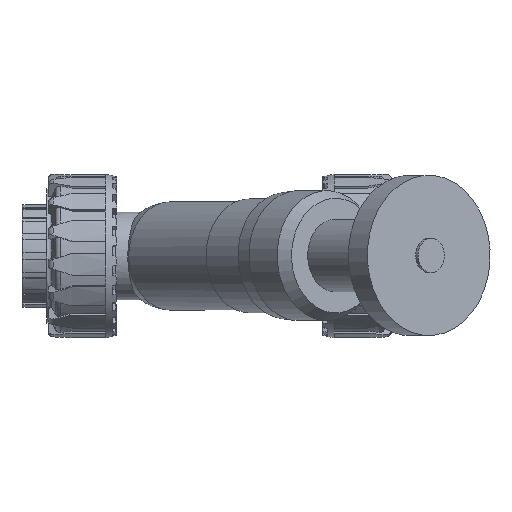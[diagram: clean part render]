
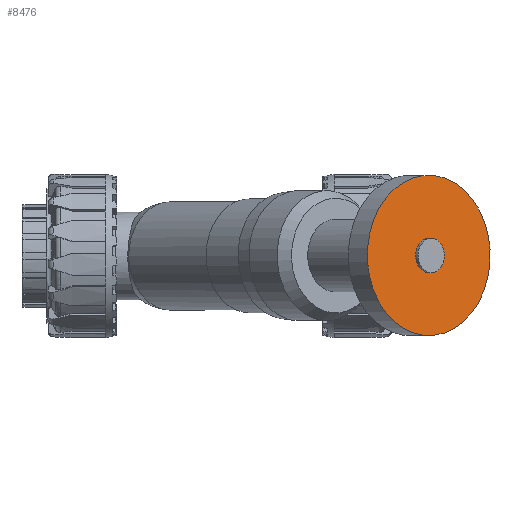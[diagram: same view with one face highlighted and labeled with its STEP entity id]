
A CAD part, top view. The second image highlights one B-rep face of the part: STEP entity #8476.
In plain terms, the highlighted face is planar.
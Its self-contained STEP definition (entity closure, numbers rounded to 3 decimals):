
#210=FACE_BOUND($,#1728,.T.);
#671=CIRCLE($,#9531,41.96);
#672=CIRCLE($,#9532,9.);
#1232=FACE_OUTER_BOUND($,#1727,.T.);
#1727=EDGE_LOOP($,(#7711));
#1728=EDGE_LOOP($,(#7712));
#3912=VERTEX_POINT($,#15404);
#3913=VERTEX_POINT($,#15406);
#5183=EDGE_CURVE($,#3912,#3912,#671,.T.);
#5184=EDGE_CURVE($,#3913,#3913,#672,.T.);
#7711=ORIENTED_EDGE($,*,*,#5183,.F.);
#7712=ORIENTED_EDGE($,*,*,#5184,.T.);
#8024=PLANE($,#9530);
#8476=ADVANCED_FACE($,(#1232,#210),#8024,.T.);
#9530=AXIS2_PLACEMENT_3D($,#15403,#12183,#12184);
#9531=AXIS2_PLACEMENT_3D($,#15405,#12185,#12186);
#9532=AXIS2_PLACEMENT_3D($,#15407,#12187,#12188);
#12183=DIRECTION('center_axis',(0.643,0.766,0.));
#12184=DIRECTION('ref_axis',(0.,0.,-1.));
#12185=DIRECTION('center_axis',(-0.643,-0.766,0.));
#12186=DIRECTION('ref_axis',(-0.766,0.643,0.));
#12187=DIRECTION('center_axis',(-0.643,-0.766,0.));
#12188=DIRECTION('ref_axis',(-0.766,0.643,0.));
#15403=CARTESIAN_POINT('Origin',(149.715,162.31,0.));
#15404=CARTESIAN_POINT('',(201.377,118.96,0.));
#15405=CARTESIAN_POINT('Origin',(169.234,145.931,0.));
#15406=CARTESIAN_POINT('',(176.128,140.146,0.));
#15407=CARTESIAN_POINT('Origin',(169.234,145.931,0.));
